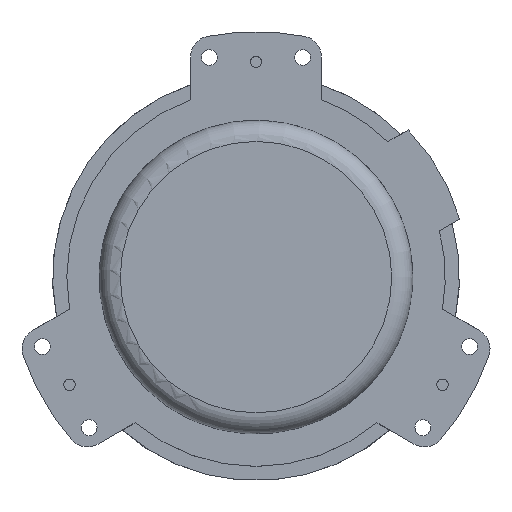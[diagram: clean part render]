
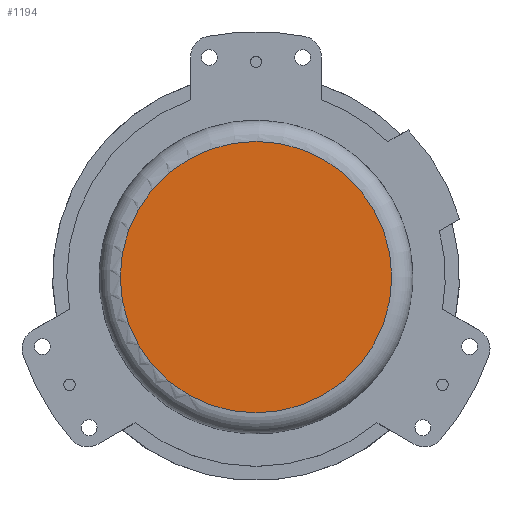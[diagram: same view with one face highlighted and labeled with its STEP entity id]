
A CAD part, top view. The second image highlights one B-rep face of the part: STEP entity #1194.
In plain terms, the highlighted planar face has unit normal (0, 0, 1).
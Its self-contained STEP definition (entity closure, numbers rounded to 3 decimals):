
#215=PLANE('',#1354);
#313=FACE_OUTER_BOUND('',#417,.T.);
#417=EDGE_LOOP('',(#1014));
#536=CIRCLE('',#1352,29.);
#650=VERTEX_POINT('',#2064);
#789=EDGE_CURVE('',#650,#650,#536,.T.);
#1014=ORIENTED_EDGE('',*,*,#789,.F.);
#1194=ADVANCED_FACE('',(#313),#215,.T.);
#1352=AXIS2_PLACEMENT_3D('',#2065,#1685,#1686);
#1354=AXIS2_PLACEMENT_3D('',#2067,#1689,#1690);
#1685=DIRECTION('center_axis',(0.,0.,-1.));
#1686=DIRECTION('ref_axis',(-1.,0.,0.));
#1689=DIRECTION('center_axis',(0.,0.,1.));
#1690=DIRECTION('ref_axis',(1.,0.,0.));
#2064=CARTESIAN_POINT('',(29.,0.,10.55));
#2065=CARTESIAN_POINT('Origin',(0.,0.,10.55));
#2067=CARTESIAN_POINT('Origin',(0.,0.,10.55));
